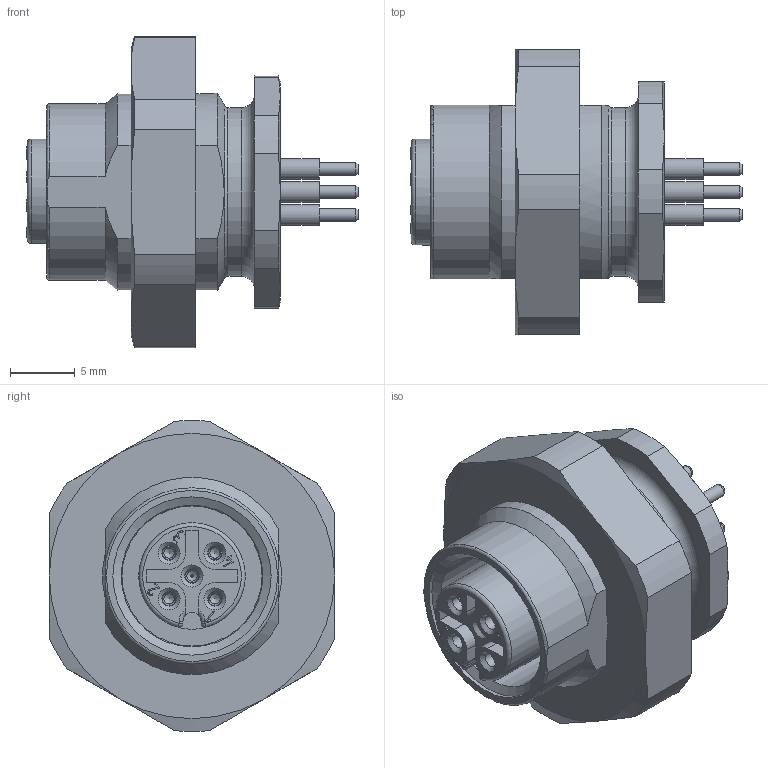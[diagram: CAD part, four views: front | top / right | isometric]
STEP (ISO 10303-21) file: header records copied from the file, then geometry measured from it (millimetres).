
FILE_DESCRIPTION(/* description */ (''),/* implementation_level */ '2;1');
FILE_NAME(/* name */ '09-0434-487-05_bg.stp',/* time_stamp */ '2010-09-24T07:14:27+02:00',/* author */ (''),/* organization */ (''),/* preprocessor_version */ 'ST-DEVELOPER v11',/* originating_system */ 'UGS - NX 5.0',/* authorisation */ '');
FILE_SCHEMA (('CONFIG_CONTROL_DESIGN'));
Length unit declared in the file: millimetre
Products named in the file (1): sgroC3058jdf
Bounding box: 25.6 x 22 x 23.98 mm (x, y, z)
Volume: 3480.2 mm3; surface area: 3622.1 mm2
Topology: 1 solids, 1 shells, 468 faces, 1222 edges, 789 vertices
Faces by surface type: plane 204, extrusion 106, cylinder 80, cone 66, torus 10, sphere 2
Full cylindrical faces by diameter (mm): 1 x5, 1.1 x10, 1.55 x5, 1.6 x10, 2 x1, 2.95 x1, 7.5 x1, 8.2 x1, 10.8 x1, 10.917 x1, 11 x1, 12.2 x1, 13 x1
Entity records: 14686 total; most frequent: CARTESIAN_POINT 3903, ORIENTED_EDGE 2258, DIRECTION 1948, EDGE_CURVE 1129, VERTEX_POINT 763, AXIS2_PLACEMENT_3D 668, VECTOR 612, EDGE_LOOP 568
